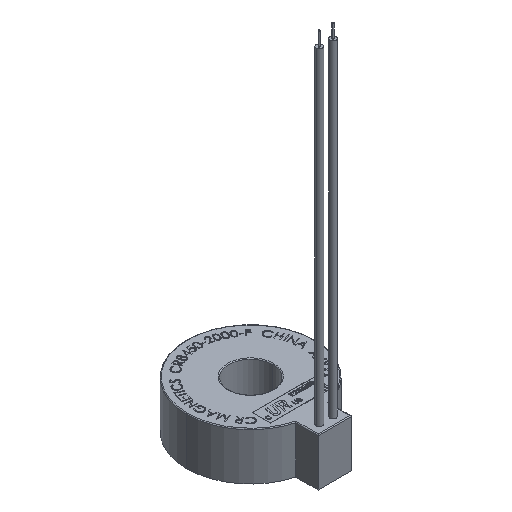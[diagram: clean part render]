
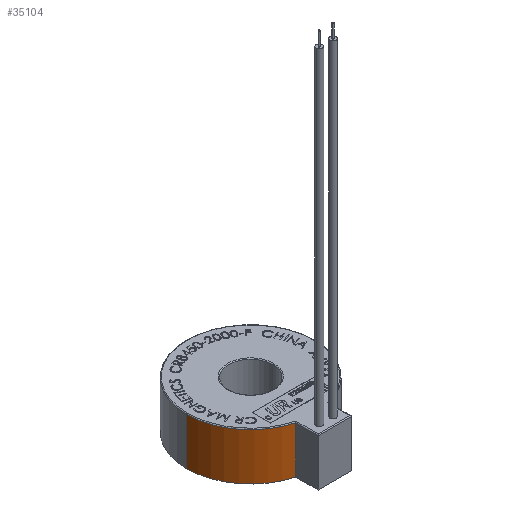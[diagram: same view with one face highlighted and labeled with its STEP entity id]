
A CAD part, isometric view. The second image highlights one B-rep face of the part: STEP entity #35104.
In plain terms, the highlighted cylindrical face has radius 18.75 mm (diameter 37.5 mm), a partial arc.
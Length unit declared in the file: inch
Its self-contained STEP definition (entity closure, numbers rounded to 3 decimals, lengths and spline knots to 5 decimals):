
#1976 = CARTESIAN_POINT ( 'NONE',  ( 0., 0., -0.009 ) ) ;
#2743 = CARTESIAN_POINT ( 'NONE',  ( -0.1925, -0.71265, -0.55118 ) ) ;
#3996 = AXIS2_PLACEMENT_3D ( 'NONE', #27855, #33350, #8473 ) ;
#5473 = ORIENTED_EDGE ( 'NONE', *, *, #26394, .F. ) ;
#6030 = DIRECTION ( 'NONE',  ( 0., 0., 1. ) ) ;
#6085 = AXIS2_PLACEMENT_3D ( 'NONE', #14891, #28605, #6478 ) ;
#6478 = DIRECTION ( 'NONE',  ( 1., 0., 0. ) ) ;
#8473 = DIRECTION ( 'NONE',  ( 1., 0., 0. ) ) ;
#8924 = ORIENTED_EDGE ( 'NONE', *, *, #19067, .T. ) ;
#11189 = VERTEX_POINT ( 'NONE', #21049 ) ;
#11649 = VERTEX_POINT ( 'NONE', #22980 ) ;
#12101 = CIRCLE ( 'NONE', #16775, 0.73819 ) ;
#12155 = CYLINDRICAL_SURFACE ( 'NONE', #6085, 0.73819 ) ;
#12203 = LINE ( 'NONE', #23368, #14507 ) ;
#12757 = DIRECTION ( 'NONE',  ( 0., 0., 1. ) ) ;
#13151 = DIRECTION ( 'NONE',  ( 0., 0., -1. ) ) ;
#13740 = LINE ( 'NONE', #2743, #19257 ) ;
#14507 = VECTOR ( 'NONE', #12757, 39.37008 ) ;
#14517 = CIRCLE ( 'NONE', #3996, 0.73819 ) ;
#14555 = CARTESIAN_POINT ( 'NONE',  ( -0.1925, -0.71265, -0.55118 ) ) ;
#14891 = CARTESIAN_POINT ( 'NONE',  ( 0., 0., -0.55118 ) ) ;
#16289 = EDGE_LOOP ( 'NONE', ( #5473, #22217, #27271, #8924 ) ) ;
#16775 = AXIS2_PLACEMENT_3D ( 'NONE', #1976, #13151, #32705 ) ;
#17461 = FACE_OUTER_BOUND ( 'NONE', #16289, .T. ) ;
#18507 = VERTEX_POINT ( 'NONE', #22679 ) ;
#19067 = EDGE_CURVE ( 'NONE', #18507, #11649, #12101, .T. ) ;
#19257 = VECTOR ( 'NONE', #6030, 39.37008 ) ;
#20495 = EDGE_CURVE ( 'NONE', #11189, #31285, #14517, .T. ) ;
#21049 = CARTESIAN_POINT ( 'NONE',  ( -0.73819, 0., -0.55118 ) ) ;
#22217 = ORIENTED_EDGE ( 'NONE', *, *, #20495, .T. ) ;
#22679 = CARTESIAN_POINT ( 'NONE',  ( -0.1925, -0.71265, -0.009 ) ) ;
#22980 = CARTESIAN_POINT ( 'NONE',  ( -0.73819, 0., -0.009 ) ) ;
#23368 = CARTESIAN_POINT ( 'NONE',  ( -0.73819, 0., -0.55118 ) ) ;
#26394 = EDGE_CURVE ( 'NONE', #11189, #11649, #12203, .T. ) ;
#27271 = ORIENTED_EDGE ( 'NONE', *, *, #29099, .T. ) ;
#27855 = CARTESIAN_POINT ( 'NONE',  ( 0., 0., -0.55118 ) ) ;
#28605 = DIRECTION ( 'NONE',  ( 0., 0., 1. ) ) ;
#29099 = EDGE_CURVE ( 'NONE', #31285, #18507, #13740, .T. ) ;
#31285 = VERTEX_POINT ( 'NONE', #14555 ) ;
#32705 = DIRECTION ( 'NONE',  ( 1., 0., 0. ) ) ;
#33350 = DIRECTION ( 'NONE',  ( 0., 0., 1. ) ) ;
#35104 = ADVANCED_FACE ( 'NONE', ( #17461 ), #12155, .T. ) ;
